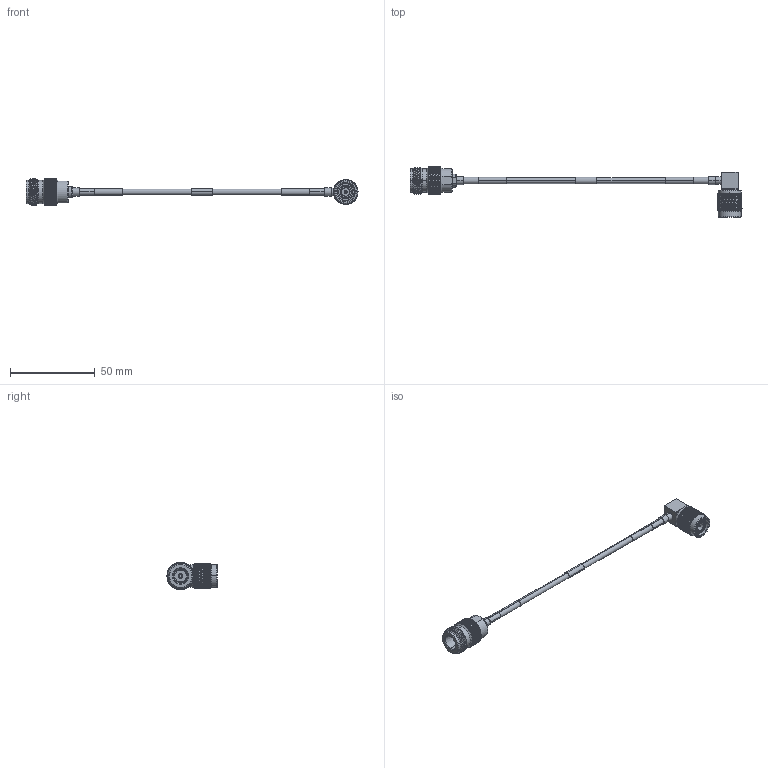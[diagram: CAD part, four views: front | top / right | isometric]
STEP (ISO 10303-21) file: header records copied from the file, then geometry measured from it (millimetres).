
FILE_DESCRIPTION (( 'STEP AP214' ), '1' );
FILE_NAME ('LCCA30519_3D.STEP', '2020-05-08T19:57:39', ( '' ), ( '' ), 'SwSTEP 2.0', 'SolidWorks 2018', '' );
FILE_SCHEMA (( 'AUTOMOTIVE_DESIGN' ));
Length unit declared in the file: inch
Products named in the file (6): LCCA30519_3D; LCCN3061; LC141TBJ (141 Formable with HeatShrink); 1AW01-003_.152 ID; LC141TBJ-PROD; LCCN3055
Assembly tree (7 placements, depth 3):
  LCCA30519_3D
    LC141TBJ-PROD
      LC141TBJ (141 Formable with HeatShrink)
      1AW01-003_.152 ID  x3
    LCCN3055
    LCCN3061
Bounding box: 195.57 x 29.49 x 16 mm (x, y, z)
Volume: 8365.4 mm3; surface area: 8850.5 mm2
Topology: 8 solids, 8 shells, 5011 faces, 10609 edges, 5637 vertices
Faces by surface type: bspline 3808, cylinder 1074, plane 84, cone 45
Entity records: 192346 total; most frequent: CARTESIAN_POINT 127262, ORIENTED_EDGE 21170, EDGE_CURVE 10585, VERTEX_POINT 5621, EDGE_LOOP 5028, ADVANCED_FACE 4999, FACE_OUTER_BOUND 4999, B_SPLINE_CURVE_WITH_KNOTS 4406
